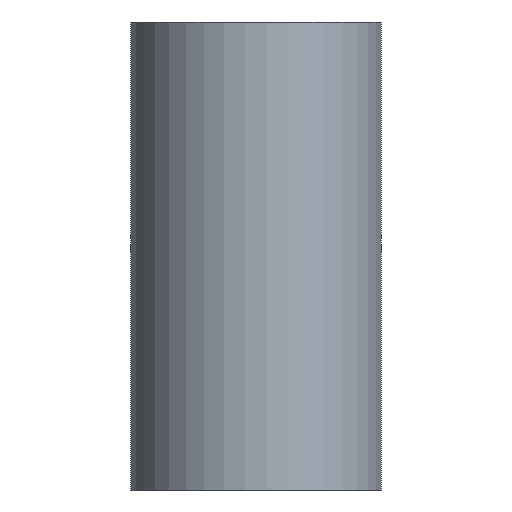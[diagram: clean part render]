
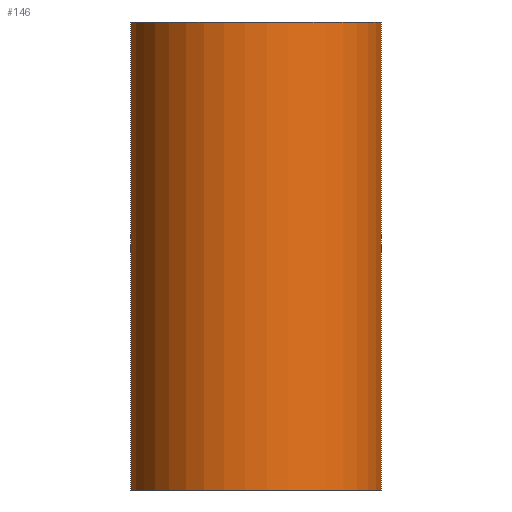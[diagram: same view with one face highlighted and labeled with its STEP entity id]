
A CAD part, front view. The second image highlights one B-rep face of the part: STEP entity #146.
In plain terms, the highlighted cylindrical face has radius 5.5 mm (diameter 11 mm), a partial arc.
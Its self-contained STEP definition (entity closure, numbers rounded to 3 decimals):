
#19=CIRCLE('',#171,5.5);
#20=CIRCLE('',#172,5.5);
#22=CYLINDRICAL_SURFACE('',#170,5.5);
#28=FACE_OUTER_BOUND('',#36,.T.);
#36=EDGE_LOOP('',(#119,#120,#121,#122));
#46=LINE('',#233,#60);
#54=LINE('',#248,#68);
#60=VECTOR('',#192,10.);
#68=VECTOR('',#204,10.);
#73=VERTEX_POINT('',#229);
#75=VERTEX_POINT('',#232);
#79=VERTEX_POINT('',#244);
#80=VERTEX_POINT('',#246);
#88=EDGE_CURVE('',#73,#75,#46,.T.);
#96=EDGE_CURVE('',#79,#80,#54,.T.);
#97=EDGE_CURVE('',#73,#79,#19,.T.);
#98=EDGE_CURVE('',#75,#80,#20,.T.);
#119=ORIENTED_EDGE('',*,*,#97,.T.);
#120=ORIENTED_EDGE('',*,*,#96,.T.);
#121=ORIENTED_EDGE('',*,*,#98,.F.);
#122=ORIENTED_EDGE('',*,*,#88,.F.);
#146=ADVANCED_FACE('',(#28),#22,.T.);
#170=AXIS2_PLACEMENT_3D('',#249,#205,#206);
#171=AXIS2_PLACEMENT_3D('',#250,#207,#208);
#172=AXIS2_PLACEMENT_3D('',#251,#209,#210);
#192=DIRECTION('',(0.,0.,1.));
#204=DIRECTION('',(0.,0.,1.));
#205=DIRECTION('center_axis',(0.,0.,1.));
#206=DIRECTION('ref_axis',(0.,-1.,0.));
#207=DIRECTION('center_axis',(0.,0.,1.));
#208=DIRECTION('ref_axis',(1.,0.,0.));
#209=DIRECTION('center_axis',(0.,0.,1.));
#210=DIRECTION('ref_axis',(1.,0.,0.));
#229=CARTESIAN_POINT('',(-1.8,5.197,0.));
#232=CARTESIAN_POINT('',(-1.8,5.197,20.5));
#233=CARTESIAN_POINT('',(-1.8,5.197,0.));
#244=CARTESIAN_POINT('',(1.8,5.197,0.));
#246=CARTESIAN_POINT('',(1.8,5.197,20.5));
#248=CARTESIAN_POINT('',(1.8,5.197,0.));
#249=CARTESIAN_POINT('Origin',(0.,0.,0.));
#250=CARTESIAN_POINT('Origin',(0.,0.,0.));
#251=CARTESIAN_POINT('Origin',(0.,0.,20.5));
